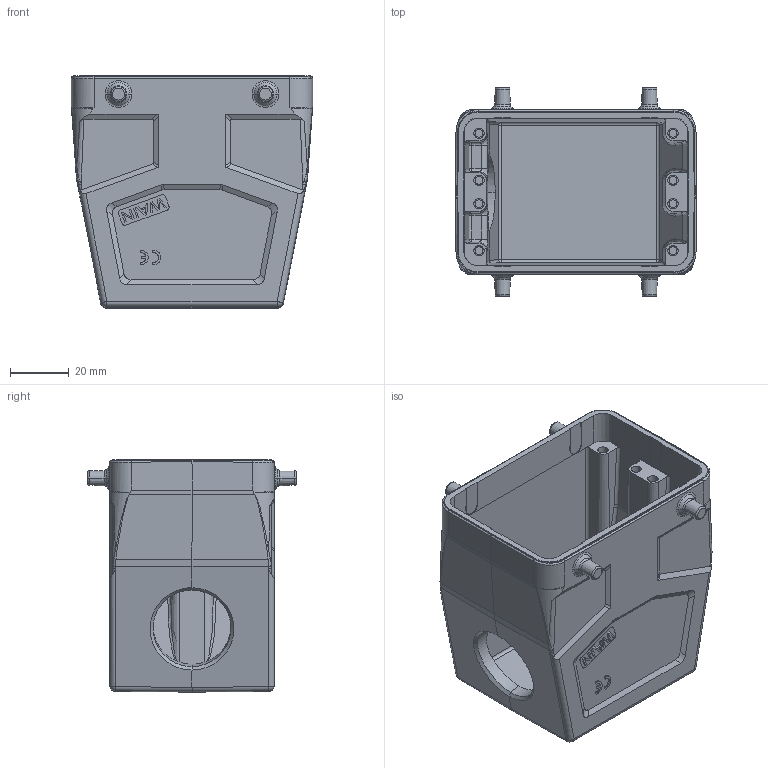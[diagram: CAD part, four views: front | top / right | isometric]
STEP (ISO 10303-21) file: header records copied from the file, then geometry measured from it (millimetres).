
FILE_DESCRIPTION(/* description */ (''),/* implementation_level */ '2;1');
FILE_NAME(/* name */ '3D_1101325305002_W32A-SEH-4B-PG21_V1.1.stp',/* time_stamp */ '2024-01-04T19:00:53+08:00',/* author */ (''),/* organization */ (''),/* preprocessor_version */ 'ST-DEVELOPER v18.1',/* originating_system */ 'SIEMENS PLM Software NX 1980',/* authorisation */ '');
FILE_SCHEMA (('AUTOMOTIVE_DESIGN { 1 0 10303 214 3 1 1 1 }'));
Length unit declared in the file: millimetre
Products named in the file (1): 3D_1101325305001_W32A-SEH-4B-M32_V1.0_stp
Bounding box: 82 x 71 x 79 mm (x, y, z)
Volume: 79657 mm3; surface area: 46022.6 mm2
Topology: 1 solids, 1 shells, 520 faces, 1305 edges, 818 vertices
Faces by surface type: plane 234, cylinder 176, torus 34, cone 32, bspline 24, sphere 14, extrusion 4, revolution 2
Entity records: 17769 total; most frequent: CARTESIAN_POINT 5939, ORIENTED_EDGE 2602, DIRECTION 2196, EDGE_CURVE 1301, VERTEX_POINT 818, AXIS2_PLACEMENT_3D 746, VECTOR 702, LINE 698
